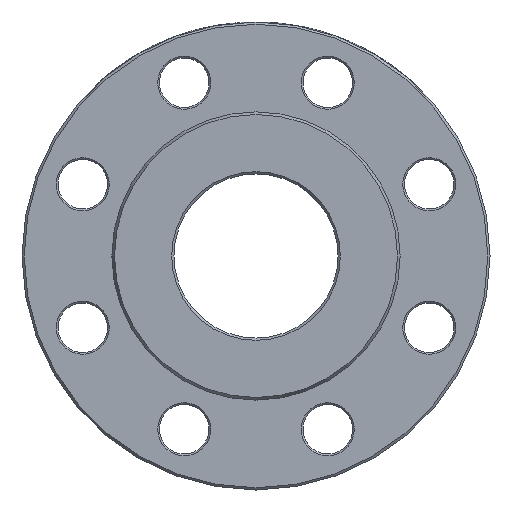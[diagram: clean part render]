
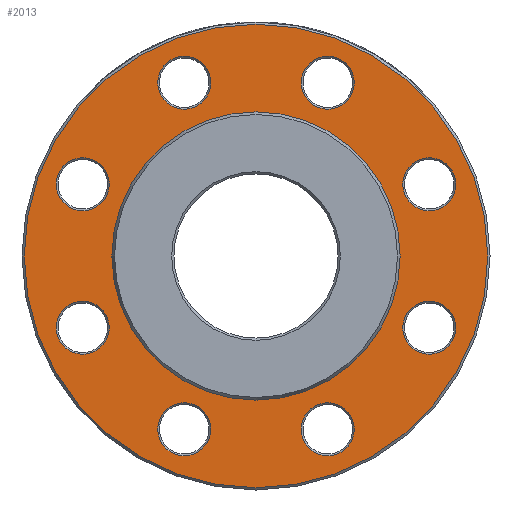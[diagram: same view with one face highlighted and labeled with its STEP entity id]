
A CAD part, left-side view. The second image highlights one B-rep face of the part: STEP entity #2013.
In plain terms, the highlighted planar face has unit normal (-1, 0, 0).
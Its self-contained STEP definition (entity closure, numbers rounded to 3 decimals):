
#30 = ORIENTED_EDGE ( 'NONE', *, *, #4033, .T. ) ;
#63 = AXIS2_PLACEMENT_3D ( 'NONE', #5288, #5968, #134 ) ;
#134 = DIRECTION ( 'NONE',  ( 0., -0.707, 0.707 ) ) ;
#221 = ORIENTED_EDGE ( 'NONE', *, *, #1402, .T. ) ;
#243 = ORIENTED_EDGE ( 'NONE', *, *, #4294, .T. ) ;
#355 = VERTEX_POINT ( 'NONE', #1080 ) ;
#518 = CARTESIAN_POINT ( 'NONE',  ( 2., 77.744, -44.103 ) ) ;
#601 = CARTESIAN_POINT ( 'NONE',  ( 2., 0., -104. ) ) ;
#735 = FACE_BOUND ( 'NONE', #4299, .T. ) ;
#851 = DIRECTION ( 'NONE',  ( -1., 0., 0. ) ) ;
#1039 = CARTESIAN_POINT ( 'NONE',  ( 2., 0., 64.655 ) ) ;
#1080 = CARTESIAN_POINT ( 'NONE',  ( 2., 86.159, 23.788 ) ) ;
#1124 = VERTEX_POINT ( 'NONE', #6432 ) ;
#1138 = EDGE_LOOP ( 'NONE', ( #2491 ) ) ;
#1157 = EDGE_CURVE ( 'NONE', #2206, #2206, #4869, .T. ) ;
#1229 = AXIS2_PLACEMENT_3D ( 'NONE', #4856, #6218, #7306 ) ;
#1257 = EDGE_LOOP ( 'NONE', ( #4025 ) ) ;
#1330 = FACE_BOUND ( 'NONE', #3999, .T. ) ;
#1402 = EDGE_CURVE ( 'NONE', #355, #355, #2235, .T. ) ;
#1446 = AXIS2_PLACEMENT_3D ( 'NONE', #3586, #2226, #4851 ) ;
#1551 = CIRCLE ( 'NONE', #63, 11.9 ) ;
#1564 = AXIS2_PLACEMENT_3D ( 'NONE', #4171, #1678, #2356 ) ;
#1663 = EDGE_CURVE ( 'NONE', #2938, #2938, #6746, .T. ) ;
#1678 = DIRECTION ( 'NONE',  ( 1., 0., 0. ) ) ;
#1680 = AXIS2_PLACEMENT_3D ( 'NONE', #7869, #5336, #2594 ) ;
#1717 = EDGE_LOOP ( 'NONE', ( #6582 ) ) ;
#1805 = DIRECTION ( 'NONE',  ( 1., 0., 0. ) ) ;
#1905 = VERTEX_POINT ( 'NONE', #518 ) ;
#1941 = CIRCLE ( 'NONE', #2355, 11.9 ) ;
#2013 = ADVANCED_FACE ( 'NONE', ( #3825, #3946, #2082, #4030, #5253, #1330, #3393, #7788, #2679, #735 ), #4663, .F. ) ;
#2082 = FACE_BOUND ( 'NONE', #6874, .T. ) ;
#2093 = CIRCLE ( 'NONE', #2908, 11.9 ) ;
#2206 = VERTEX_POINT ( 'NONE', #4746 ) ;
#2226 = DIRECTION ( 'NONE',  ( 1., 0., 0. ) ) ;
#2235 = CIRCLE ( 'NONE', #1564, 11.9 ) ;
#2355 = AXIS2_PLACEMENT_3D ( 'NONE', #4256, #1805, #4386 ) ;
#2356 = DIRECTION ( 'NONE',  ( 0., 0.707, -0.707 ) ) ;
#2382 = VERTEX_POINT ( 'NONE', #6351 ) ;
#2491 = ORIENTED_EDGE ( 'NONE', *, *, #1663, .T. ) ;
#2530 = ORIENTED_EDGE ( 'NONE', *, *, #4688, .T. ) ;
#2594 = DIRECTION ( 'NONE',  ( 0., 0., -1. ) ) ;
#2679 = FACE_OUTER_BOUND ( 'NONE', #4768, .T. ) ;
#2786 = DIRECTION ( 'NONE',  ( 0., -0.707, -0.707 ) ) ;
#2853 = EDGE_CURVE ( 'NONE', #6825, #6825, #6911, .T. ) ;
#2908 = AXIS2_PLACEMENT_3D ( 'NONE', #3823, #7707, #6399 ) ;
#2938 = VERTEX_POINT ( 'NONE', #7366 ) ;
#3023 = VERTEX_POINT ( 'NONE', #601 ) ;
#3393 = FACE_BOUND ( 'NONE', #1138, .T. ) ;
#3586 = CARTESIAN_POINT ( 'NONE',  ( 2., -32.203, -77.744 ) ) ;
#3776 = VERTEX_POINT ( 'NONE', #7699 ) ;
#3823 = CARTESIAN_POINT ( 'NONE',  ( 2., -77.744, 32.203 ) ) ;
#3825 = FACE_BOUND ( 'NONE', #6498, .T. ) ;
#3879 = CIRCLE ( 'NONE', #1446, 11.9 ) ;
#3946 = FACE_BOUND ( 'NONE', #1717, .T. ) ;
#3999 = EDGE_LOOP ( 'NONE', ( #30 ) ) ;
#4007 = AXIS2_PLACEMENT_3D ( 'NONE', #5157, #4516, #6377 ) ;
#4025 = ORIENTED_EDGE ( 'NONE', *, *, #5743, .T. ) ;
#4030 = FACE_BOUND ( 'NONE', #5186, .T. ) ;
#4033 = EDGE_CURVE ( 'NONE', #2382, #2382, #3879, .T. ) ;
#4106 = CARTESIAN_POINT ( 'NONE',  ( 2., 0., 0. ) ) ;
#4171 = CARTESIAN_POINT ( 'NONE',  ( 2., 77.744, 32.203 ) ) ;
#4256 = CARTESIAN_POINT ( 'NONE',  ( 2., 77.744, -32.203 ) ) ;
#4294 = EDGE_CURVE ( 'NONE', #5010, #5010, #6575, .T. ) ;
#4299 = EDGE_LOOP ( 'NONE', ( #7205 ) ) ;
#4307 = EDGE_CURVE ( 'NONE', #3023, #3023, #4968, .T. ) ;
#4386 = DIRECTION ( 'NONE',  ( 0., 0., -1. ) ) ;
#4414 = AXIS2_PLACEMENT_3D ( 'NONE', #5241, #7814, #7183 ) ;
#4499 = ORIENTED_EDGE ( 'NONE', *, *, #7550, .T. ) ;
#4516 = DIRECTION ( 'NONE',  ( -1., 0., 0. ) ) ;
#4663 = PLANE ( 'NONE',  #1680 ) ;
#4688 = EDGE_CURVE ( 'NONE', #3776, #3776, #2093, .T. ) ;
#4746 = CARTESIAN_POINT ( 'NONE',  ( 2., 44.103, 77.744 ) ) ;
#4768 = EDGE_LOOP ( 'NONE', ( #7209 ) ) ;
#4851 = DIRECTION ( 'NONE',  ( 0., -1., 0. ) ) ;
#4856 = CARTESIAN_POINT ( 'NONE',  ( 2., 32.203, 77.744 ) ) ;
#4867 = DIRECTION ( 'NONE',  ( 0., 0., 1. ) ) ;
#4869 = CIRCLE ( 'NONE', #1229, 11.9 ) ;
#4968 = CIRCLE ( 'NONE', #4007, 104. ) ;
#5010 = VERTEX_POINT ( 'NONE', #8255 ) ;
#5157 = CARTESIAN_POINT ( 'NONE',  ( 2., 0., 0. ) ) ;
#5186 = EDGE_LOOP ( 'NONE', ( #2530 ) ) ;
#5241 = CARTESIAN_POINT ( 'NONE',  ( 2., -32.203, 77.744 ) ) ;
#5253 = FACE_BOUND ( 'NONE', #5309, .T. ) ;
#5288 = CARTESIAN_POINT ( 'NONE',  ( 2., -77.744, -32.203 ) ) ;
#5309 = EDGE_LOOP ( 'NONE', ( #4499 ) ) ;
#5336 = DIRECTION ( 'NONE',  ( 1., 0., 0. ) ) ;
#5660 = AXIS2_PLACEMENT_3D ( 'NONE', #6593, #6633, #2786 ) ;
#5743 = EDGE_CURVE ( 'NONE', #1905, #1905, #1941, .T. ) ;
#5968 = DIRECTION ( 'NONE',  ( 1., 0., 0. ) ) ;
#6099 = AXIS2_PLACEMENT_3D ( 'NONE', #4106, #851, #4867 ) ;
#6218 = DIRECTION ( 'NONE',  ( 1., 0., 0. ) ) ;
#6351 = CARTESIAN_POINT ( 'NONE',  ( 2., -44.103, -77.744 ) ) ;
#6377 = DIRECTION ( 'NONE',  ( 0., 0., -1. ) ) ;
#6399 = DIRECTION ( 'NONE',  ( 0., 0., 1. ) ) ;
#6432 = CARTESIAN_POINT ( 'NONE',  ( 2., -86.159, -23.788 ) ) ;
#6498 = EDGE_LOOP ( 'NONE', ( #221 ) ) ;
#6575 = CIRCLE ( 'NONE', #4414, 11.9 ) ;
#6582 = ORIENTED_EDGE ( 'NONE', *, *, #1157, .T. ) ;
#6593 = CARTESIAN_POINT ( 'NONE',  ( 2., 32.203, -77.744 ) ) ;
#6633 = DIRECTION ( 'NONE',  ( 1., 0., 0. ) ) ;
#6746 = CIRCLE ( 'NONE', #5660, 11.9 ) ;
#6825 = VERTEX_POINT ( 'NONE', #1039 ) ;
#6874 = EDGE_LOOP ( 'NONE', ( #243 ) ) ;
#6911 = CIRCLE ( 'NONE', #6099, 64.655 ) ;
#7183 = DIRECTION ( 'NONE',  ( 0., 0.707, 0.707 ) ) ;
#7205 = ORIENTED_EDGE ( 'NONE', *, *, #2853, .F. ) ;
#7209 = ORIENTED_EDGE ( 'NONE', *, *, #4307, .T. ) ;
#7306 = DIRECTION ( 'NONE',  ( 0., 1., 0. ) ) ;
#7366 = CARTESIAN_POINT ( 'NONE',  ( 2., 23.788, -86.159 ) ) ;
#7550 = EDGE_CURVE ( 'NONE', #1124, #1124, #1551, .T. ) ;
#7699 = CARTESIAN_POINT ( 'NONE',  ( 2., -77.744, 44.103 ) ) ;
#7707 = DIRECTION ( 'NONE',  ( 1., 0., 0. ) ) ;
#7788 = FACE_BOUND ( 'NONE', #1257, .T. ) ;
#7814 = DIRECTION ( 'NONE',  ( 1., 0., 0. ) ) ;
#7869 = CARTESIAN_POINT ( 'NONE',  ( 2., 64.655, 0. ) ) ;
#8255 = CARTESIAN_POINT ( 'NONE',  ( 2., -23.788, 86.159 ) ) ;
